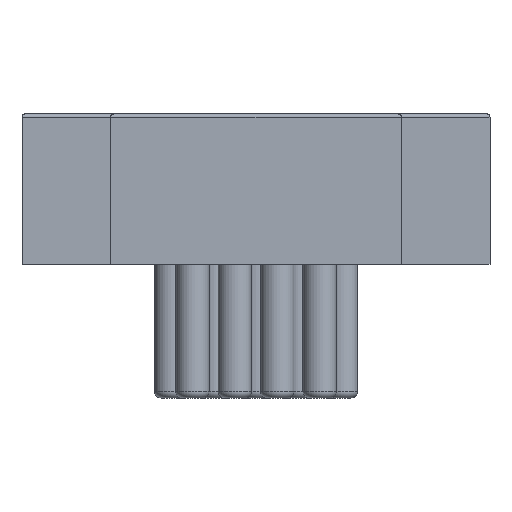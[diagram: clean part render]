
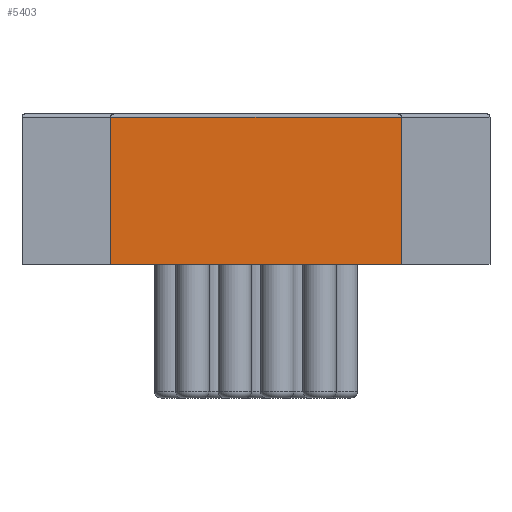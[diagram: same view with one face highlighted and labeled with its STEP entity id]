
A CAD part, front view. The second image highlights one B-rep face of the part: STEP entity #5403.
In plain terms, the highlighted planar face has unit normal (0, -1, 0).
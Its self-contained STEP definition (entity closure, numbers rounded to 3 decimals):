
#2481 = PLANE('',#2482);
#2482 = AXIS2_PLACEMENT_3D('',#2483,#2484,#2485);
#2483 = CARTESIAN_POINT('',(-2.54,2.796,0.));
#2484 = DIRECTION('',(-0.,-0.,-1.));
#2485 = DIRECTION('',(-1.,0.,0.));
#3282 = CYLINDRICAL_SURFACE('',#3283,0.1);
#3283 = AXIS2_PLACEMENT_3D('',#3284,#3285,#3286);
#3284 = CARTESIAN_POINT('',(1.81,-2.9,4.4));
#3285 = DIRECTION('',(-1.,0.,0.));
#3286 = DIRECTION('',(0.,-1.,0.));
#3472 = VERTEX_POINT('',#3473);
#3473 = CARTESIAN_POINT('',(1.81,-3.,0.));
#3487 = PLANE('',#3488);
#3488 = AXIS2_PLACEMENT_3D('',#3489,#3490,#3491);
#3489 = CARTESIAN_POINT('',(1.81,1.6,0.));
#3490 = DIRECTION('',(1.,0.,0.));
#3491 = DIRECTION('',(0.,-1.,0.));
#3499 = EDGE_CURVE('',#3472,#3500,#3502,.T.);
#3500 = VERTEX_POINT('',#3501);
#3501 = CARTESIAN_POINT('',(-6.89,-3.,0.));
#3502 = SURFACE_CURVE('',#3503,(#3507,#3514),.PCURVE_S1.);
#3503 = LINE('',#3504,#3505);
#3504 = CARTESIAN_POINT('',(1.81,-3.,0.));
#3505 = VECTOR('',#3506,1.);
#3506 = DIRECTION('',(-1.,0.,0.));
#3507 = PCURVE('',#2481,#3508);
#3508 = DEFINITIONAL_REPRESENTATION('',(#3509),#3513);
#3509 = LINE('',#3510,#3511);
#3510 = CARTESIAN_POINT('',(-4.35,-5.796));
#3511 = VECTOR('',#3512,1.);
#3512 = DIRECTION('',(1.,0.));
#3513 = ( GEOMETRIC_REPRESENTATION_CONTEXT(2) 
PARAMETRIC_REPRESENTATION_CONTEXT() REPRESENTATION_CONTEXT('2D SPACE',''
  ) );
#3514 = PCURVE('',#3515,#3520);
#3515 = PLANE('',#3516);
#3516 = AXIS2_PLACEMENT_3D('',#3517,#3518,#3519);
#3517 = CARTESIAN_POINT('',(1.81,-3.,0.));
#3518 = DIRECTION('',(0.,-1.,0.));
#3519 = DIRECTION('',(-1.,0.,0.));
#3520 = DEFINITIONAL_REPRESENTATION('',(#3521),#3525);
#3521 = LINE('',#3522,#3523);
#3522 = CARTESIAN_POINT('',(0.,-0.));
#3523 = VECTOR('',#3524,1.);
#3524 = DIRECTION('',(1.,0.));
#3525 = ( GEOMETRIC_REPRESENTATION_CONTEXT(2) 
PARAMETRIC_REPRESENTATION_CONTEXT() REPRESENTATION_CONTEXT('2D SPACE',''
  ) );
#3543 = PLANE('',#3544);
#3544 = AXIS2_PLACEMENT_3D('',#3545,#3546,#3547);
#3545 = CARTESIAN_POINT('',(-6.89,-3.,0.));
#3546 = DIRECTION('',(-1.,0.,0.));
#3547 = DIRECTION('',(0.,1.,0.));
#4926 = VERTEX_POINT('',#4927);
#4927 = CARTESIAN_POINT('',(1.81,-3.,4.4));
#5042 = VERTEX_POINT('',#5043);
#5043 = CARTESIAN_POINT('',(-6.89,-3.,4.4));
#5073 = EDGE_CURVE('',#4926,#5042,#5074,.T.);
#5074 = SURFACE_CURVE('',#5075,(#5079,#5086),.PCURVE_S1.);
#5075 = LINE('',#5076,#5077);
#5076 = CARTESIAN_POINT('',(1.81,-3.,4.4));
#5077 = VECTOR('',#5078,1.);
#5078 = DIRECTION('',(-1.,0.,0.));
#5079 = PCURVE('',#3282,#5080);
#5080 = DEFINITIONAL_REPRESENTATION('',(#5081),#5085);
#5081 = LINE('',#5082,#5083);
#5082 = CARTESIAN_POINT('',(0.,0.));
#5083 = VECTOR('',#5084,1.);
#5084 = DIRECTION('',(0.,1.));
#5085 = ( GEOMETRIC_REPRESENTATION_CONTEXT(2) 
PARAMETRIC_REPRESENTATION_CONTEXT() REPRESENTATION_CONTEXT('2D SPACE',''
  ) );
#5086 = PCURVE('',#3515,#5087);
#5087 = DEFINITIONAL_REPRESENTATION('',(#5088),#5092);
#5088 = LINE('',#5089,#5090);
#5089 = CARTESIAN_POINT('',(0.,-4.4));
#5090 = VECTOR('',#5091,1.);
#5091 = DIRECTION('',(1.,0.));
#5092 = ( GEOMETRIC_REPRESENTATION_CONTEXT(2) 
PARAMETRIC_REPRESENTATION_CONTEXT() REPRESENTATION_CONTEXT('2D SPACE',''
  ) );
#5355 = EDGE_CURVE('',#3472,#4926,#5356,.T.);
#5356 = SURFACE_CURVE('',#5357,(#5361,#5368),.PCURVE_S1.);
#5357 = LINE('',#5358,#5359);
#5358 = CARTESIAN_POINT('',(1.81,-3.,0.));
#5359 = VECTOR('',#5360,1.);
#5360 = DIRECTION('',(0.,0.,1.));
#5361 = PCURVE('',#3487,#5362);
#5362 = DEFINITIONAL_REPRESENTATION('',(#5363),#5367);
#5363 = LINE('',#5364,#5365);
#5364 = CARTESIAN_POINT('',(4.6,0.));
#5365 = VECTOR('',#5366,1.);
#5366 = DIRECTION('',(0.,-1.));
#5367 = ( GEOMETRIC_REPRESENTATION_CONTEXT(2) 
PARAMETRIC_REPRESENTATION_CONTEXT() REPRESENTATION_CONTEXT('2D SPACE',''
  ) );
#5368 = PCURVE('',#3515,#5369);
#5369 = DEFINITIONAL_REPRESENTATION('',(#5370),#5374);
#5370 = LINE('',#5371,#5372);
#5371 = CARTESIAN_POINT('',(0.,0.));
#5372 = VECTOR('',#5373,1.);
#5373 = DIRECTION('',(0.,-1.));
#5374 = ( GEOMETRIC_REPRESENTATION_CONTEXT(2) 
PARAMETRIC_REPRESENTATION_CONTEXT() REPRESENTATION_CONTEXT('2D SPACE',''
  ) );
#5403 = ADVANCED_FACE('',(#5404),#3515,.T.);
#5404 = FACE_BOUND('',#5405,.T.);
#5405 = EDGE_LOOP('',(#5406,#5407,#5408,#5429));
#5406 = ORIENTED_EDGE('',*,*,#5355,.T.);
#5407 = ORIENTED_EDGE('',*,*,#5073,.T.);
#5408 = ORIENTED_EDGE('',*,*,#5409,.F.);
#5409 = EDGE_CURVE('',#3500,#5042,#5410,.T.);
#5410 = SURFACE_CURVE('',#5411,(#5415,#5422),.PCURVE_S1.);
#5411 = LINE('',#5412,#5413);
#5412 = CARTESIAN_POINT('',(-6.89,-3.,0.));
#5413 = VECTOR('',#5414,1.);
#5414 = DIRECTION('',(0.,0.,1.));
#5415 = PCURVE('',#3515,#5416);
#5416 = DEFINITIONAL_REPRESENTATION('',(#5417),#5421);
#5417 = LINE('',#5418,#5419);
#5418 = CARTESIAN_POINT('',(8.7,0.));
#5419 = VECTOR('',#5420,1.);
#5420 = DIRECTION('',(0.,-1.));
#5421 = ( GEOMETRIC_REPRESENTATION_CONTEXT(2) 
PARAMETRIC_REPRESENTATION_CONTEXT() REPRESENTATION_CONTEXT('2D SPACE',''
  ) );
#5422 = PCURVE('',#3543,#5423);
#5423 = DEFINITIONAL_REPRESENTATION('',(#5424),#5428);
#5424 = LINE('',#5425,#5426);
#5425 = CARTESIAN_POINT('',(0.,0.));
#5426 = VECTOR('',#5427,1.);
#5427 = DIRECTION('',(0.,-1.));
#5428 = ( GEOMETRIC_REPRESENTATION_CONTEXT(2) 
PARAMETRIC_REPRESENTATION_CONTEXT() REPRESENTATION_CONTEXT('2D SPACE',''
  ) );
#5429 = ORIENTED_EDGE('',*,*,#3499,.F.);
